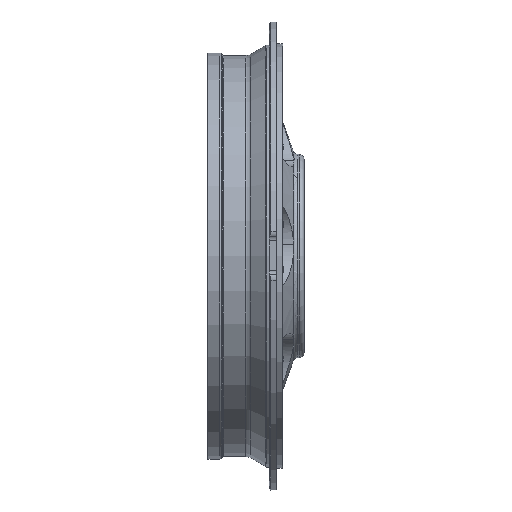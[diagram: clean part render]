
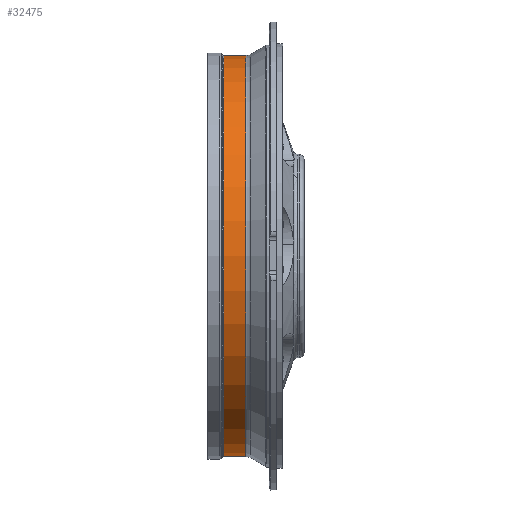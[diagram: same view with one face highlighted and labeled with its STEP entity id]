
A CAD part, top view. The second image highlights one B-rep face of the part: STEP entity #32475.
In plain terms, the highlighted cylindrical face has radius 477.5 mm (diameter 955 mm), a partial arc.
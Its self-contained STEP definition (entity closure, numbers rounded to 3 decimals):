
#15260=CARTESIAN_POINT('',(38.071,0.,0.));
#15261=DIRECTION('',(1.,0.,0.));
#15262=DIRECTION('',(0.,1.,0.));
#15263=AXIS2_PLACEMENT_3D('',#15260,#15261,#15262);
#15265=CARTESIAN_POINT('',(90.641,0.,0.));
#15266=DIRECTION('',(1.,0.,0.));
#15267=DIRECTION('',(0.,1.,0.));
#15268=AXIS2_PLACEMENT_3D('',#15265,#15266,#15267);
#15341=DIRECTION('',(-1.,0.,0.));
#15342=VECTOR('',#15341,52.57);
#15343=CARTESIAN_POINT('',(90.641,-477.5,0.));
#15344=LINE('',#15343,#15342);
#15350=DIRECTION('',(-1.,0.,0.));
#15351=VECTOR('',#15350,52.57);
#15352=CARTESIAN_POINT('',(90.641,477.5,0.));
#15353=LINE('',#15352,#15351);
#18047=CARTESIAN_POINT('',(38.071,477.5,0.));
#18048=CARTESIAN_POINT('',(38.071,-477.5,0.));
#18049=VERTEX_POINT('',#18047);
#18050=VERTEX_POINT('',#18048);
#18051=CARTESIAN_POINT('',(90.641,477.5,0.));
#18052=CARTESIAN_POINT('',(90.641,-477.5,0.));
#18053=VERTEX_POINT('',#18051);
#18054=VERTEX_POINT('',#18052);
#32461=CARTESIAN_POINT('',(-11.45,0.,0.));
#32462=DIRECTION('',(1.,0.,0.));
#32463=DIRECTION('',(0.,-1.,0.));
#32464=AXIS2_PLACEMENT_3D('',#32461,#32462,#32463);
#32465=CYLINDRICAL_SURFACE('',#32464,477.5);
#32467=ORIENTED_EDGE('',*,*,#32466,.F.);
#32469=ORIENTED_EDGE('',*,*,#32468,.F.);
#32470=ORIENTED_EDGE('',*,*,#32451,.T.);
#32472=ORIENTED_EDGE('',*,*,#32471,.T.);
#32473=EDGE_LOOP('',(#32467,#32469,#32470,#32472));
#32474=FACE_OUTER_BOUND('',#32473,.F.);
#15264=CIRCLE('',#15263,477.5);
#15269=CIRCLE('',#15268,477.5);
#32451=EDGE_CURVE('',#18053,#18054,#15269,.T.);
#32466=EDGE_CURVE('',#18049,#18050,#15264,.T.);
#32468=EDGE_CURVE('',#18053,#18049,#15353,.T.);
#32471=EDGE_CURVE('',#18054,#18050,#15344,.T.);
#32475=ADVANCED_FACE('',(#32474),#32465,.T.);
